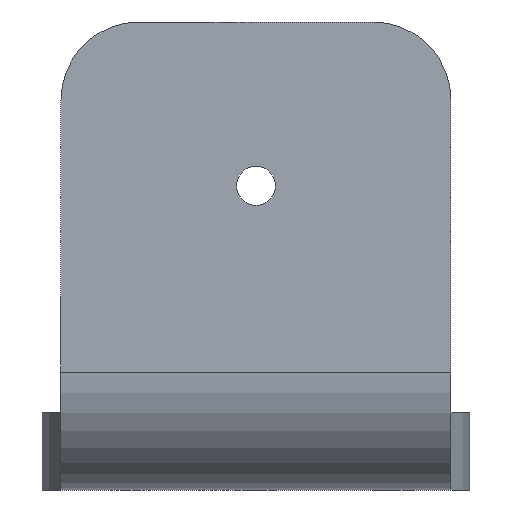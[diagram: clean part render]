
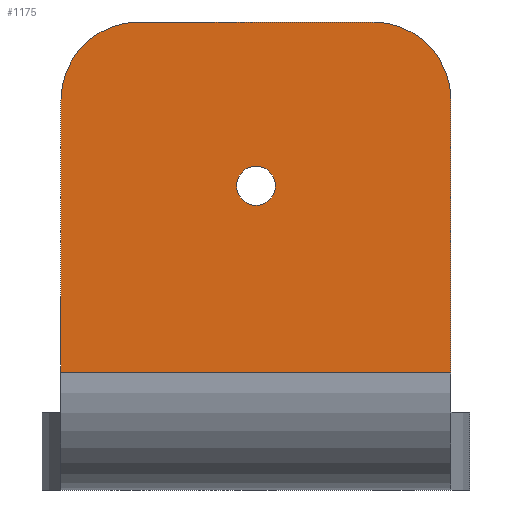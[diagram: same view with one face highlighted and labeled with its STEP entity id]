
A CAD part, left-side view. The second image highlights one B-rep face of the part: STEP entity #1175.
In plain terms, the highlighted planar face has unit normal (-1, 0, 0).
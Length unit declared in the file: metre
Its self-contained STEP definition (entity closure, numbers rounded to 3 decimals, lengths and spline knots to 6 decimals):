
#16=PLANE('',#1278);
#67=LINE('',#1761,#195);
#71=LINE('',#1773,#199);
#80=LINE('',#1800,#208);
#82=LINE('',#1806,#210);
#195=VECTOR('',#1422,1.);
#199=VECTOR('',#1432,1.);
#208=VECTOR('',#1455,1.);
#210=VECTOR('',#1463,1.);
#377=ORIENTED_EDGE('',*,*,#653,.F.);
#378=ORIENTED_EDGE('',*,*,#709,.F.);
#379=ORIENTED_EDGE('',*,*,#707,.T.);
#380=ORIENTED_EDGE('',*,*,#710,.T.);
#381=ORIENTED_EDGE('',*,*,#693,.F.);
#382=ORIENTED_EDGE('',*,*,#711,.T.);
#383=ORIENTED_EDGE('',*,*,#687,.T.);
#384=ORIENTED_EDGE('',*,*,#712,.T.);
#653=EDGE_CURVE('',#825,#826,#939,.T.);
#687=EDGE_CURVE('',#852,#851,#67,.T.);
#693=EDGE_CURVE('',#857,#858,#71,.T.);
#707=EDGE_CURVE('',#868,#867,#80,.T.);
#709=EDGE_CURVE('',#826,#825,#966,.T.);
#710=EDGE_CURVE('',#867,#858,#967,.T.);
#711=EDGE_CURVE('',#857,#852,#82,.F.);
#712=EDGE_CURVE('',#851,#868,#968,.T.);
#825=VERTEX_POINT('',#1691);
#826=VERTEX_POINT('',#1692);
#851=VERTEX_POINT('',#1760);
#852=VERTEX_POINT('',#1762);
#857=VERTEX_POINT('',#1774);
#858=VERTEX_POINT('',#1775);
#867=VERTEX_POINT('',#1799);
#868=VERTEX_POINT('',#1801);
#939=CIRCLE('',#1238,0.0025);
#966=CIRCLE('',#1279,0.0025);
#967=CIRCLE('',#1280,0.01);
#968=CIRCLE('',#1281,0.01);
#998=EDGE_LOOP('',(#377,#378));
#999=EDGE_LOOP('',(#379,#380,#381,#382,#383,#384));
#1076=FACE_BOUND('',#998,.T.);
#1077=FACE_BOUND('',#999,.T.);
#1175=ADVANCED_FACE('',(#1076,#1077),#16,.T.);
#1238=AXIS2_PLACEMENT_3D('',#1690,#1348,#1349);
#1278=AXIS2_PLACEMENT_3D('',#1803,#1457,#1458);
#1279=AXIS2_PLACEMENT_3D('',#1804,#1459,#1460);
#1280=AXIS2_PLACEMENT_3D('',#1805,#1461,#1462);
#1281=AXIS2_PLACEMENT_3D('',#1807,#1464,#1465);
#1348=DIRECTION('',(-1.,0.,0.));
#1349=DIRECTION('',(0.,0.,1.));
#1422=DIRECTION('',(0.,0.,1.));
#1432=DIRECTION('',(0.,0.,1.));
#1455=DIRECTION('',(0.,1.,0.));
#1457=DIRECTION('',(-1.,0.,0.));
#1458=DIRECTION('',(0.,0.,1.));
#1459=DIRECTION('',(-1.,0.,0.));
#1460=DIRECTION('',(0.,0.,1.));
#1461=DIRECTION('',(-1.,0.,0.));
#1462=DIRECTION('',(0.,0.,1.));
#1463=DIRECTION('',(0.,1.,0.));
#1464=DIRECTION('',(-1.,0.,0.));
#1465=DIRECTION('',(0.,0.,1.));
#1690=CARTESIAN_POINT('',(-0.005,-0.025,-0.021));
#1691=CARTESIAN_POINT('',(-0.005,-0.025,-0.0235));
#1692=CARTESIAN_POINT('',(-0.005,-0.025,-0.0185));
#1760=CARTESIAN_POINT('',(-0.005,-0.05,-0.01));
#1761=CARTESIAN_POINT('',(-0.005,-0.05,-0.03));
#1762=CARTESIAN_POINT('',(-0.005,-0.05,-0.045));
#1773=CARTESIAN_POINT('',(-0.005,0.,-0.03));
#1774=CARTESIAN_POINT('',(-0.005,0.,-0.045));
#1775=CARTESIAN_POINT('',(-0.005,0.,-0.01));
#1799=CARTESIAN_POINT('',(-0.005,-0.01,0.));
#1800=CARTESIAN_POINT('',(-0.005,-0.05,0.));
#1801=CARTESIAN_POINT('',(-0.005,-0.04,0.));
#1803=CARTESIAN_POINT('',(-0.005,-0.05,-0.03));
#1804=CARTESIAN_POINT('',(-0.005,-0.025,-0.021));
#1805=CARTESIAN_POINT('',(-0.005,-0.01,-0.01));
#1806=CARTESIAN_POINT('',(-0.005,-0.05,-0.045));
#1807=CARTESIAN_POINT('',(-0.005,-0.04,-0.01));
